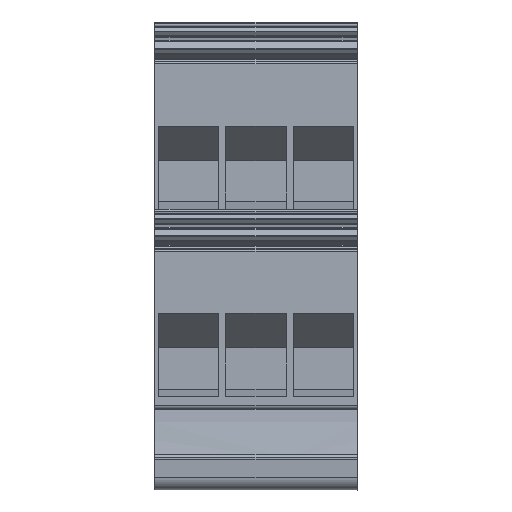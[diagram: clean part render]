
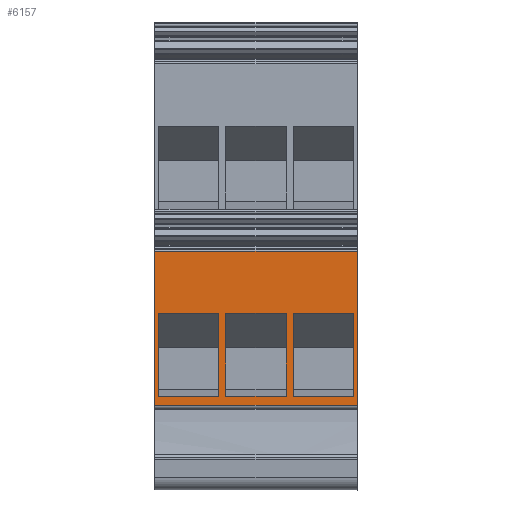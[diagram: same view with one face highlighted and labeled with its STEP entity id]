
A CAD part, front view. The second image highlights one B-rep face of the part: STEP entity #6157.
In plain terms, the highlighted planar face has unit normal (0, -1, 0).
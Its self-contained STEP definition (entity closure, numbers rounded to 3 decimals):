
#6042=AXIS2_PLACEMENT_3D('Plane Axis2P3D',#6039,#6040,#6041) ;
#1235=CARTESIAN_POINT('Vertex',(29.7,1.621,35.109)) ;
#1238=CARTESIAN_POINT('Line Origine',(29.7,1.621,23.781)) ;
#1242=CARTESIAN_POINT('Vertex',(29.7,1.621,12.452)) ;
#4471=CARTESIAN_POINT('Vertex',(0.,1.621,12.452)) ;
#4474=CARTESIAN_POINT('Line Origine',(0.,1.621,23.781)) ;
#4478=CARTESIAN_POINT('Vertex',(0.,1.621,35.109)) ;
#6027=CARTESIAN_POINT('Line Origine',(14.85,1.621,35.109)) ;
#6039=CARTESIAN_POINT('Axis2P3D Location',(19.8,1.621,7.752)) ;
#6044=CARTESIAN_POINT('Line Origine',(14.85,1.621,12.452)) ;
#6055=CARTESIAN_POINT('Line Origine',(20.3,1.621,19.847)) ;
#6059=CARTESIAN_POINT('Vertex',(20.3,1.621,25.942)) ;
#6061=CARTESIAN_POINT('Vertex',(20.3,1.621,13.752)) ;
#6064=CARTESIAN_POINT('Line Origine',(24.75,1.621,25.942)) ;
#6068=CARTESIAN_POINT('Vertex',(29.2,1.621,25.942)) ;
#6071=CARTESIAN_POINT('Line Origine',(29.2,1.621,19.847)) ;
#6075=CARTESIAN_POINT('Vertex',(29.2,1.621,13.752)) ;
#6078=CARTESIAN_POINT('Line Origine',(24.75,1.621,13.752)) ;
#6089=CARTESIAN_POINT('Line Origine',(10.4,1.621,19.847)) ;
#6093=CARTESIAN_POINT('Vertex',(10.4,1.621,25.942)) ;
#6095=CARTESIAN_POINT('Vertex',(10.4,1.621,13.752)) ;
#6098=CARTESIAN_POINT('Line Origine',(14.85,1.621,25.942)) ;
#6102=CARTESIAN_POINT('Vertex',(19.3,1.621,25.942)) ;
#6105=CARTESIAN_POINT('Line Origine',(19.3,1.621,19.847)) ;
#6109=CARTESIAN_POINT('Vertex',(19.3,1.621,13.752)) ;
#6112=CARTESIAN_POINT('Line Origine',(14.85,1.621,13.752)) ;
#6123=CARTESIAN_POINT('Line Origine',(0.5,1.621,19.847)) ;
#6127=CARTESIAN_POINT('Vertex',(0.5,1.621,25.942)) ;
#6129=CARTESIAN_POINT('Vertex',(0.5,1.621,13.752)) ;
#6132=CARTESIAN_POINT('Line Origine',(4.95,1.621,25.942)) ;
#6136=CARTESIAN_POINT('Vertex',(9.4,1.621,25.942)) ;
#6139=CARTESIAN_POINT('Line Origine',(9.4,1.621,19.847)) ;
#6143=CARTESIAN_POINT('Vertex',(9.4,1.621,13.752)) ;
#6146=CARTESIAN_POINT('Line Origine',(4.95,1.621,13.752)) ;
#1239=DIRECTION('Vector Direction',(0.,0.,1.)) ;
#4475=DIRECTION('Vector Direction',(0.,0.,-1.)) ;
#6028=DIRECTION('Vector Direction',(1.,0.,0.)) ;
#6040=DIRECTION('Axis2P3D Direction',(0.,1.,0.)) ;
#6041=DIRECTION('Axis2P3D XDirection',(0.,0.,1.)) ;
#6045=DIRECTION('Vector Direction',(1.,0.,0.)) ;
#6056=DIRECTION('Vector Direction',(0.,0.,-1.)) ;
#6065=DIRECTION('Vector Direction',(1.,0.,0.)) ;
#6072=DIRECTION('Vector Direction',(0.,0.,-1.)) ;
#6079=DIRECTION('Vector Direction',(1.,0.,0.)) ;
#6090=DIRECTION('Vector Direction',(0.,0.,-1.)) ;
#6099=DIRECTION('Vector Direction',(1.,0.,0.)) ;
#6106=DIRECTION('Vector Direction',(0.,0.,1.)) ;
#6113=DIRECTION('Vector Direction',(1.,0.,0.)) ;
#6124=DIRECTION('Vector Direction',(0.,0.,-1.)) ;
#6133=DIRECTION('Vector Direction',(1.,0.,0.)) ;
#6140=DIRECTION('Vector Direction',(0.,0.,1.)) ;
#6147=DIRECTION('Vector Direction',(1.,0.,0.)) ;
#1240=VECTOR('Line Direction',#1239,1.) ;
#4476=VECTOR('Line Direction',#4475,1.) ;
#6029=VECTOR('Line Direction',#6028,1.) ;
#6046=VECTOR('Line Direction',#6045,1.) ;
#6057=VECTOR('Line Direction',#6056,1.) ;
#6066=VECTOR('Line Direction',#6065,1.) ;
#6073=VECTOR('Line Direction',#6072,1.) ;
#6080=VECTOR('Line Direction',#6079,1.) ;
#6091=VECTOR('Line Direction',#6090,1.) ;
#6100=VECTOR('Line Direction',#6099,1.) ;
#6107=VECTOR('Line Direction',#6106,1.) ;
#6114=VECTOR('Line Direction',#6113,1.) ;
#6125=VECTOR('Line Direction',#6124,1.) ;
#6134=VECTOR('Line Direction',#6133,1.) ;
#6141=VECTOR('Line Direction',#6140,1.) ;
#6148=VECTOR('Line Direction',#6147,1.) ;
#6050=ORIENTED_EDGE('',*,*,#4480,.T.) ;
#6051=ORIENTED_EDGE('',*,*,#6048,.T.) ;
#6052=ORIENTED_EDGE('',*,*,#1244,.F.) ;
#6053=ORIENTED_EDGE('',*,*,#6031,.F.) ;
#6084=ORIENTED_EDGE('',*,*,#6063,.F.) ;
#6085=ORIENTED_EDGE('',*,*,#6070,.T.) ;
#6086=ORIENTED_EDGE('',*,*,#6077,.F.) ;
#6087=ORIENTED_EDGE('',*,*,#6082,.F.) ;
#6118=ORIENTED_EDGE('',*,*,#6097,.F.) ;
#6119=ORIENTED_EDGE('',*,*,#6104,.T.) ;
#6120=ORIENTED_EDGE('',*,*,#6111,.F.) ;
#6121=ORIENTED_EDGE('',*,*,#6116,.F.) ;
#6152=ORIENTED_EDGE('',*,*,#6131,.F.) ;
#6153=ORIENTED_EDGE('',*,*,#6138,.T.) ;
#6154=ORIENTED_EDGE('',*,*,#6145,.F.) ;
#6155=ORIENTED_EDGE('',*,*,#6150,.F.) ;
#6088=FACE_BOUND('',#6083,.T.) ;
#6122=FACE_BOUND('',#6117,.T.) ;
#6156=FACE_BOUND('',#6151,.T.) ;
#6157=ADVANCED_FACE('KLTR',(#6054,#6088,#6122,#6156),#6043,.F.) ;
#1244=EDGE_CURVE('',#1236,#1243,#1241,.F.) ;
#4480=EDGE_CURVE('',#4479,#4472,#4477,.T.) ;
#6031=EDGE_CURVE('',#4479,#1236,#6030,.T.) ;
#6048=EDGE_CURVE('',#4472,#1243,#6047,.T.) ;
#6063=EDGE_CURVE('',#6060,#6062,#6058,.T.) ;
#6070=EDGE_CURVE('',#6060,#6069,#6067,.T.) ;
#6077=EDGE_CURVE('',#6076,#6069,#6074,.F.) ;
#6082=EDGE_CURVE('',#6062,#6076,#6081,.T.) ;
#6097=EDGE_CURVE('',#6094,#6096,#6092,.T.) ;
#6104=EDGE_CURVE('',#6094,#6103,#6101,.T.) ;
#6111=EDGE_CURVE('',#6110,#6103,#6108,.T.) ;
#6116=EDGE_CURVE('',#6096,#6110,#6115,.T.) ;
#6131=EDGE_CURVE('',#6128,#6130,#6126,.T.) ;
#6138=EDGE_CURVE('',#6128,#6137,#6135,.T.) ;
#6145=EDGE_CURVE('',#6144,#6137,#6142,.T.) ;
#6150=EDGE_CURVE('',#6130,#6144,#6149,.T.) ;
#6049=EDGE_LOOP('',(#6050,#6051,#6052,#6053)) ;
#6083=EDGE_LOOP('',(#6084,#6085,#6086,#6087)) ;
#6117=EDGE_LOOP('',(#6118,#6119,#6120,#6121)) ;
#6151=EDGE_LOOP('',(#6152,#6153,#6154,#6155)) ;
#6054=FACE_OUTER_BOUND('',#6049,.T.) ;
#1241=LINE('Line',#1238,#1240) ;
#4477=LINE('Line',#4474,#4476) ;
#6030=LINE('Line',#6027,#6029) ;
#6047=LINE('Line',#6044,#6046) ;
#6058=LINE('Line',#6055,#6057) ;
#6067=LINE('Line',#6064,#6066) ;
#6074=LINE('Line',#6071,#6073) ;
#6081=LINE('Line',#6078,#6080) ;
#6092=LINE('Line',#6089,#6091) ;
#6101=LINE('Line',#6098,#6100) ;
#6108=LINE('Line',#6105,#6107) ;
#6115=LINE('Line',#6112,#6114) ;
#6126=LINE('Line',#6123,#6125) ;
#6135=LINE('Line',#6132,#6134) ;
#6142=LINE('Line',#6139,#6141) ;
#6149=LINE('Line',#6146,#6148) ;
#6043=PLANE('',#6042) ;
#1236=VERTEX_POINT('',#1235) ;
#1243=VERTEX_POINT('',#1242) ;
#4472=VERTEX_POINT('',#4471) ;
#4479=VERTEX_POINT('',#4478) ;
#6060=VERTEX_POINT('',#6059) ;
#6062=VERTEX_POINT('',#6061) ;
#6069=VERTEX_POINT('',#6068) ;
#6076=VERTEX_POINT('',#6075) ;
#6094=VERTEX_POINT('',#6093) ;
#6096=VERTEX_POINT('',#6095) ;
#6103=VERTEX_POINT('',#6102) ;
#6110=VERTEX_POINT('',#6109) ;
#6128=VERTEX_POINT('',#6127) ;
#6130=VERTEX_POINT('',#6129) ;
#6137=VERTEX_POINT('',#6136) ;
#6144=VERTEX_POINT('',#6143) ;
